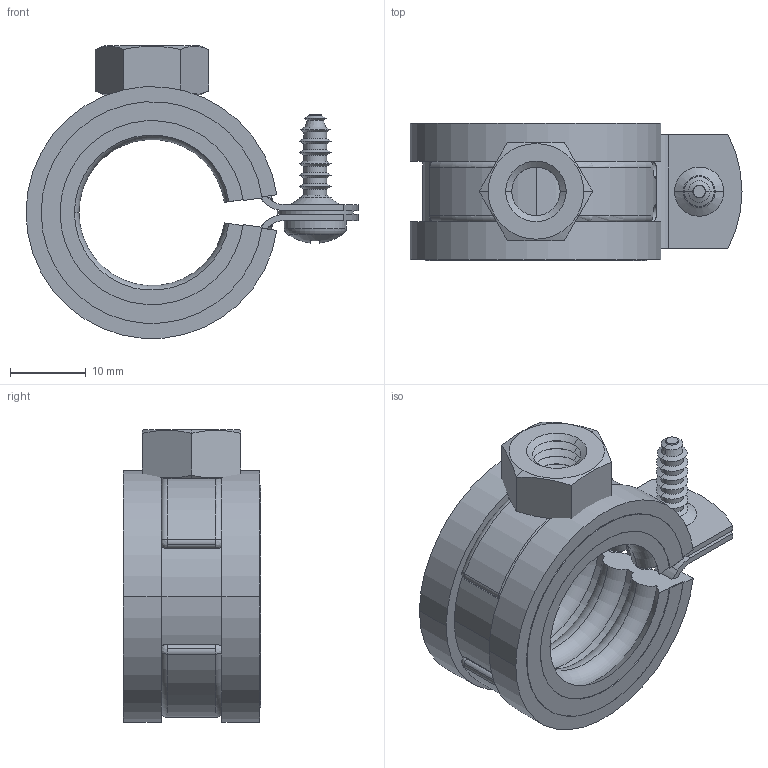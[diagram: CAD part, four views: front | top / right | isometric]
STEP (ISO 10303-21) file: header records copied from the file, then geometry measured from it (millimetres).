
FILE_DESCRIPTION((''),'2;1');
FILE_NAME('41807.stp','2007-07-23T11:32:23',(''),(''),'Mechanical Desktop.R8.0.24.0','Mechanical Desktop.R8.0.24.0',', , ');
FILE_SCHEMA(('CONFIG_CONTROL_DESIGN'));
Length unit declared in the file: millimetre
Products named in the file (14): 41807; SCHELLE15X0; TEIL1; UVS10; ~~TEIL1; B4,2X14; ~~~TEIL1; MUTTERM8-DIN934; ~~~~TEIL1; 08-231; ~TEIL1; STREIFEN; ~~~~~TEIL1; LAYER
Assembly tree (13 placements, depth 3):
  41807
    SCHELLE15X0
      TEIL1
    UVS10
      ~~TEIL1
    B4,2X14
      ~~~TEIL1
    MUTTERM8-DIN934
      ~~~~TEIL1
    08-231
      ~TEIL1
    STREIFEN
      ~~~~~TEIL1
    LAYER
Bounding box: 43.85 x 18.1 x 38.66 mm (x, y, z)
Volume: 8595.4 mm3; surface area: 11585.4 mm2
Topology: 6 solids, 6 shells, 255 faces, 650 edges, 400 vertices
Faces by surface type: cylinder 94, cone 72, plane 45, torus 30, bspline 14
Entity records: 9385 total; most frequent: CARTESIAN_POINT 2977, DIRECTION 1350, ORIENTED_EDGE 1300, EDGE_CURVE 650, AXIS2_PLACEMENT_3D 553, VERTEX_POINT 400, CIRCLE 298, EDGE_LOOP 264
